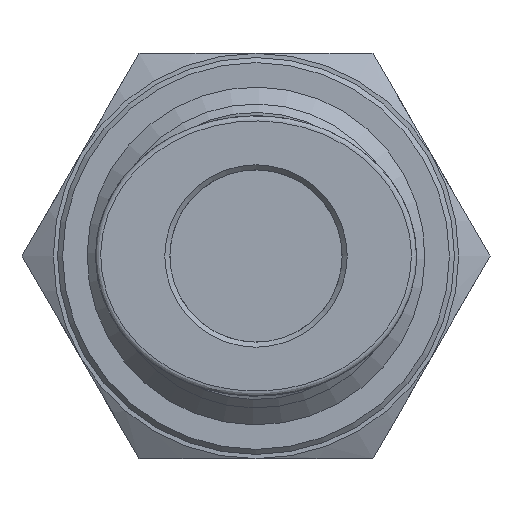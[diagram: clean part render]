
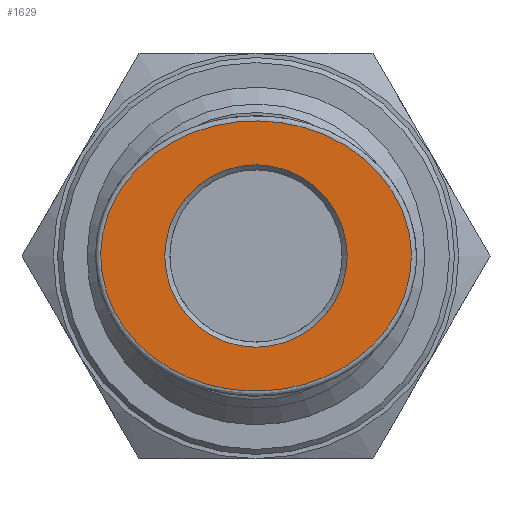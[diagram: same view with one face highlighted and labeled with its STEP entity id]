
A CAD part, left-side view. The second image highlights one B-rep face of the part: STEP entity #1629.
In plain terms, the highlighted face is planar.
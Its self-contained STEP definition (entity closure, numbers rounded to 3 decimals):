
#1587=CARTESIAN_POINT('',(5.4,5.4,0.));
#1588=VERTEX_POINT('',#1587);
#1589=CARTESIAN_POINT('',(0.,5.4,0.0));
#1590=DIRECTION('',(0.0,1.0,0.0));
#1591=DIRECTION('',(-1.0,0.0,0.0));
#1592=AXIS2_PLACEMENT_3D('',#1589,#1590,#1591);
#1593=CIRCLE('',#1592,5.4);
#1594=EDGE_CURVE('',#1588,#1588,#1593,.T.);
#1599=CARTESIAN_POINT('',(0.,5.4,0.));
#1600=DIRECTION('',(0.0,-1.0,0.0));
#1601=DIRECTION('',(0.0,0.0,-1.0));
#1602=AXIS2_PLACEMENT_3D('',#1599,#1600,#1601);
#1603=PLANE('',#1602);
#1604=CARTESIAN_POINT('',(9.2,5.4,0.));
#1605=VERTEX_POINT('',#1604);
#1606=CARTESIAN_POINT('',(9.201,5.4,0.));
#1607=CARTESIAN_POINT('',(9.201,5.4,1.285));
#1608=CARTESIAN_POINT('',(8.455,5.4,3.856));
#1609=CARTESIAN_POINT('',(4.691,5.4,7.578));
#1610=CARTESIAN_POINT('',(-0.753,5.4,8.534));
#1611=CARTESIAN_POINT('',(-5.627,5.4,6.645));
#1612=CARTESIAN_POINT('',(-8.783,5.4,3.547));
#1613=CARTESIAN_POINT('',(-9.573,5.4,-0.487));
#1614=CARTESIAN_POINT('',(-7.968,5.4,-4.578));
#1615=CARTESIAN_POINT('',(-5.24,5.4,-6.885));
#1616=CARTESIAN_POINT('',(-0.293,5.4,-8.45));
#1617=CARTESIAN_POINT('',(4.688,5.4,-7.581));
#1618=CARTESIAN_POINT('',(8.456,5.4,-3.855));
#1619=CARTESIAN_POINT('',(9.201,5.4,-1.285));
#1620=CARTESIAN_POINT('',(9.201,5.4,0.));
#1621=B_SPLINE_CURVE_WITH_KNOTS('',3,(#1606,#1607,#1608,#1609,#1610,#1611,#1612,#1613,#1614,#1615,#1616,#1617,#1618,#1619,#1620),.UNSPECIFIED.,.T.,.U.,(4,1,1,1,1,1,1,1,1,1,1,1,4),(-3.142,-2.693,-2.244,-1.346,-0.898,-0.449,0.15,0.449,1.047,1.346,2.244,2.693,3.142),.UNSPECIFIED.);
#1622=EDGE_CURVE('',#1605,#1605,#1621,.T.);
#1623=ORIENTED_EDGE('',*,*,#1622,.F.);
#1624=EDGE_LOOP('',(#1623));
#1625=FACE_OUTER_BOUND('',#1624,.T.);
#1626=ORIENTED_EDGE('',*,*,#1594,.F.);
#1627=EDGE_LOOP('',(#1626));
#1628=FACE_BOUND('',#1627,.T.);
#1629=ADVANCED_FACE('',(#1625,#1628),#1603,.F.);
